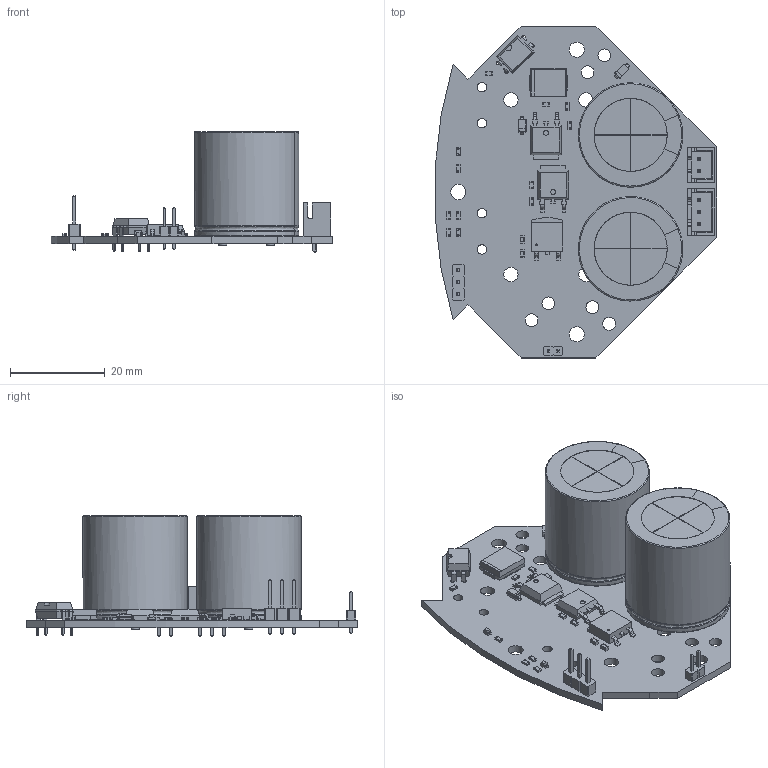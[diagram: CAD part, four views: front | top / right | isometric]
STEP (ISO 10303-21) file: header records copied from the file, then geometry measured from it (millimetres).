
FILE_DESCRIPTION(('KiCad electronic assembly'),'2;1');
FILE_NAME('Power.step','2024-07-22T04:04:36',('Pcbnew'),('Kicad'), 'Open CASCADE STEP processor 7.7','KiCad to STEP converter','Unknown' );
FILE_SCHEMA(('AUTOMOTIVE_DESIGN { 1 0 10303 214 1 1 1 1 }'));
Length unit declared in the file: millimetre
Products named in the file (28): Power 1; JST_XH_B3B-XH-A_1x03_P2.50mm_Vertical; JST_B3B_XH_A; TO-252-2; CQ assembly; C_0603_1608Metric; PinHeader_1x02_P2.00mm_Vertical; PinHeader_1x02_P200mm_Vertical; DIP-4_W7.62mm; PinHeader_1x03_P2.54mm_Vertical; PinHeader_1x03_P254mm_Vertical; CP_Radial_D22.0mm_P10.00mm_SnapIn; CP_Radial_D220mm_P1000mm_SnapIn; R_0603_1608Metric; JST_XH_B2B-XH-A_1x02_P2.50mm_Vertical; JST_B2B_XH_A; D_SMC; D_SOD-123; D_SOD_123; LED_0603_1608Metric; AZ1084CD-5.0TRG1; root; Power_PCB
Assembly tree (41 placements, depth 3):
  Power 1
    JST_XH_B3B-XH-A_1x03_P2.50mm_Vertical
      JST_B3B_XH_A
    TO-252-2  x2
      CQ assembly
    C_0603_1608Metric  x2
      C_0603_1608Metric
    PinHeader_1x02_P2.00mm_Vertical
      PinHeader_1x02_P200mm_Vertical
    DIP-4_W7.62mm
      DIP-4_W7.62mm
    PinHeader_1x03_P2.54mm_Vertical
      PinHeader_1x03_P254mm_Vertical
    CP_Radial_D22.0mm_P10.00mm_SnapIn  x2
      CP_Radial_D220mm_P1000mm_SnapIn
    R_0603_1608Metric  x10
      R_0603_1608Metric
    JST_XH_B2B-XH-A_1x02_P2.50mm_Vertical
      JST_B2B_XH_A
    D_SMC
      D_SMC
    D_SOD-123  x2
      D_SOD_123
    LED_0603_1608Metric  x2
      LED_0603_1608Metric
    AZ1084CD-5.0TRG1
      root
    Power_PCB
Bounding box: 59.34 x 70 x 25.4 mm (x, y, z)
Volume: 22448.7 mm3; surface area: 14466.6 mm2
Topology: 41 solids, 43 shells, 1387 faces, 3580 edges, 2322 vertices
Faces by surface type: plane 1025, cylinder 262, bspline 88, revolution 8, torus 4
Full cylindrical faces by diameter (mm): 0.33 x1, 0.8 x6, 0.95 x3, 1 x7, 1.7 x4, 1.98 x4, 2 x4, 2.7 x6, 3 x4, 3.2 x3
Entity records: 32580 total; most frequent: CARTESIAN_POINT 5985, ORIENTED_EDGE 4500, DIRECTION 4152, EDGE_CURVE 2250, LINE 1850, VECTOR 1850, VERTEX_POINT 1456, AXIS2_PLACEMENT_3D 1149
